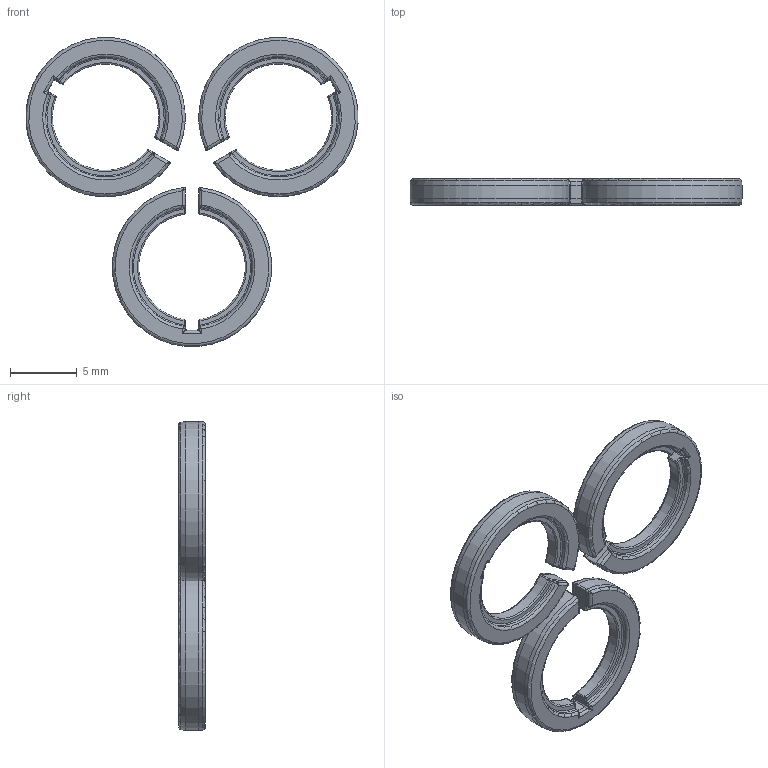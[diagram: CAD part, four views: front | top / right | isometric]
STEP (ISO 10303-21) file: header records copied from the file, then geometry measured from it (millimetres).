
FILE_DESCRIPTION(('FreeCAD Model'),'2;1');
FILE_NAME('Open CASCADE Shape Model','2025-01-08T10:25:02',('Author'),( ''),'Open CASCADE STEP processor 7.7','FreeCAD','Unknown');
FILE_SCHEMA(('AUTOMOTIVE_DESIGN { 1 0 10303 214 1 1 1 1 }'));
Length unit declared in the file: millimetre
Products named in the file (4): Unnamed2; clip v4; clip v005; clip v006
Assembly tree (3 placements, depth 2):
  Unnamed2
    clip v4
    clip v005
    clip v006
Bounding box: 24.96 x 2 x 23.22 mm (x, y, z)
Volume: 314.1 mm3; surface area: 698.1 mm2
Topology: 3 solids, 3 shells, 378 faces, 900 edges, 480 vertices
Faces by surface type: bspline 132, cylinder 99, plane 63, torus 42, sphere 24, cone 18
Entity records: 15090 total; most frequent: CARTESIAN_POINT 7450, ORIENTED_EDGE 1704, DIRECTION 1358, EDGE_CURVE 852, AXIS2_PLACEMENT_3D 568, VERTEX_POINT 480, ADVANCED_FACE 378, FACE_BOUND 378
